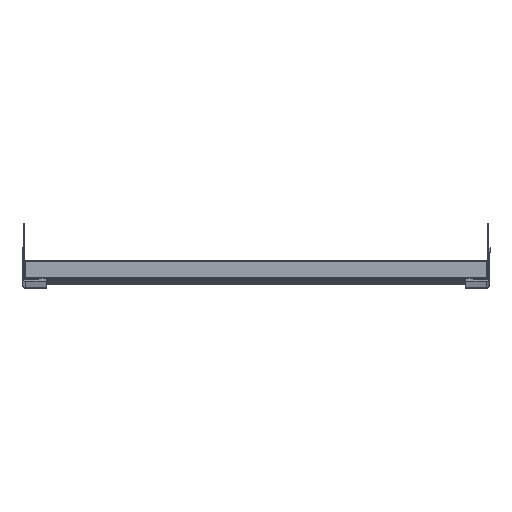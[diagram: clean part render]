
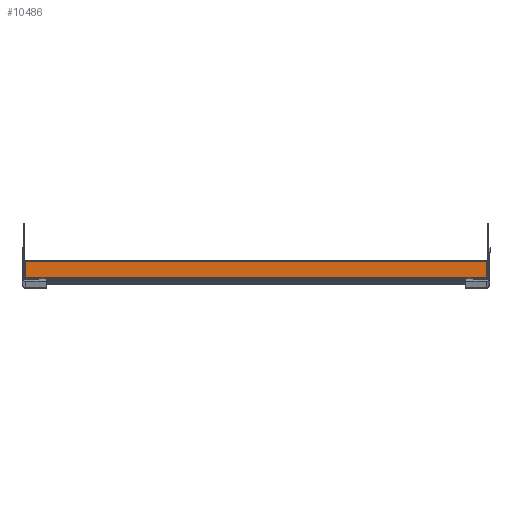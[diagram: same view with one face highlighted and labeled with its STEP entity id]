
A CAD part, top view. The second image highlights one B-rep face of the part: STEP entity #10486.
In plain terms, the highlighted planar face has unit normal (0, 0, 1).
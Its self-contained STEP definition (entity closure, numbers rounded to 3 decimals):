
#999 = VERTEX_POINT ( 'NONE', #7440 ) ;
#1002 = VERTEX_POINT ( 'NONE', #7443 ) ;
#1157 = EDGE_LOOP ( 'NONE', ( #6208, #6209, #6210, #6211, #6212, #6213, #6214, #6215 ) ) ;
#1557 = EDGE_CURVE ( 'NONE', #999, #1002, #2579, .T. ) ;
#1720 = VERTEX_POINT ( 'NONE', #8668 ) ;
#1721 = VERTEX_POINT ( 'NONE', #8669 ) ;
#1778 = VERTEX_POINT ( 'NONE', #8726 ) ;
#1783 = VERTEX_POINT ( 'NONE', #8731 ) ;
#1784 = VERTEX_POINT ( 'NONE', #8732 ) ;
#1786 = VERTEX_POINT ( 'NONE', #8734 ) ;
#2579 = LINE ( 'NONE', #3961, #2582 ) ;
#2582 = VECTOR ( 'NONE', #3962, 1000. ) ;
#3358 = FACE_OUTER_BOUND ( 'NONE', #1157, .T. ) ;
#3809 = CARTESIAN_POINT ( 'NONE',  ( 1., -19.309, 1377.21 ) ) ;
#3813 = PLANE ( 'NONE',  #8853 ) ;
#3961 = CARTESIAN_POINT ( 'NONE',  ( 1., -19.309, 1377.21 ) ) ;
#3962 = DIRECTION ( 'NONE',  ( -1., 0., 0. ) ) ;
#4176 = EDGE_CURVE ( 'NONE', #1721, #999, #9875, .T. ) ;
#4177 = EDGE_CURVE ( 'NONE', #1002, #1720, #9885, .T. ) ;
#4394 = EDGE_CURVE ( 'NONE', #1778, #1783, #4480, .T. ) ;
#4407 = EDGE_CURVE ( 'NONE', #1784, #1786, #4506, .T. ) ;
#4409 = EDGE_CURVE ( 'NONE', #1783, #1786, #4510, .T. ) ;
#4410 = EDGE_CURVE ( 'NONE', #1778, #1720, #4512, .T. ) ;
#4411 = EDGE_CURVE ( 'NONE', #1721, #1784, #4514, .T. ) ;
#4480 = LINE ( 'NONE', #5026, #4483 ) ;
#4483 = VECTOR ( 'NONE', #5028, 1000. ) ;
#4506 = LINE ( 'NONE', #5052, #4509 ) ;
#4509 = VECTOR ( 'NONE', #5054, 1000. ) ;
#4510 = LINE ( 'NONE', #5056, #4513 ) ;
#4512 = LINE ( 'NONE', #5058, #4515 ) ;
#4513 = VECTOR ( 'NONE', #5057, 1000. ) ;
#4514 = LINE ( 'NONE', #5060, #4517 ) ;
#4515 = VECTOR ( 'NONE', #5059, 1000. ) ;
#4517 = VECTOR ( 'NONE', #5061, 1000. ) ;
#5026 = CARTESIAN_POINT ( 'NONE',  ( 1., -19.309, 1377.21 ) ) ;
#5028 = DIRECTION ( 'NONE',  ( -1., 0., 0. ) ) ;
#5052 = CARTESIAN_POINT ( 'NONE',  ( 1., -3.309, 1377.21 ) ) ;
#5054 = DIRECTION ( 'NONE',  ( -1., 0., 0. ) ) ;
#5056 = CARTESIAN_POINT ( 'NONE',  ( -396., -19.309, 1377.21 ) ) ;
#5057 = DIRECTION ( 'NONE',  ( 0., 1., 0. ) ) ;
#5058 = CARTESIAN_POINT ( 'NONE',  ( 1., -19.309, 1377.21 ) ) ;
#5059 = DIRECTION ( 'NONE',  ( 1., 0., 0. ) ) ;
#5060 = CARTESIAN_POINT ( 'NONE',  ( 1., -19.309, 1377.21 ) ) ;
#5061 = DIRECTION ( 'NONE',  ( 0., 1., 0. ) ) ;
#6208 = ORIENTED_EDGE ( 'NONE', *, *, #4409, .F. ) ;
#6209 = ORIENTED_EDGE ( 'NONE', *, *, #4394, .F. ) ;
#6210 = ORIENTED_EDGE ( 'NONE', *, *, #4410, .T. ) ;
#6211 = ORIENTED_EDGE ( 'NONE', *, *, #4177, .F. ) ;
#6212 = ORIENTED_EDGE ( 'NONE', *, *, #1557, .F. ) ;
#6213 = ORIENTED_EDGE ( 'NONE', *, *, #4176, .F. ) ;
#6214 = ORIENTED_EDGE ( 'NONE', *, *, #4411, .T. ) ;
#6215 = ORIENTED_EDGE ( 'NONE', *, *, #4407, .T. ) ;
#7440 = CARTESIAN_POINT ( 'NONE',  ( -10.5, -19.309, 1377.21 ) ) ;
#7443 = CARTESIAN_POINT ( 'NONE',  ( -17.3, -19.309, 1377.21 ) ) ;
#8668 = CARTESIAN_POINT ( 'NONE',  ( -377.7, -19.309, 1377.21 ) ) ;
#8669 = CARTESIAN_POINT ( 'NONE',  ( 1., -19.309, 1377.21 ) ) ;
#8726 = CARTESIAN_POINT ( 'NONE',  ( -384.5, -19.309, 1377.21 ) ) ;
#8731 = CARTESIAN_POINT ( 'NONE',  ( -396., -19.309, 1377.21 ) ) ;
#8732 = CARTESIAN_POINT ( 'NONE',  ( 1., -3.309, 1377.21 ) ) ;
#8734 = CARTESIAN_POINT ( 'NONE',  ( -396., -3.309, 1377.21 ) ) ;
#8853 = AXIS2_PLACEMENT_3D ( 'NONE', #3809, #8948, #8949 ) ;
#8948 = DIRECTION ( 'NONE',  ( 0., 0., 1. ) ) ;
#8949 = DIRECTION ( 'NONE',  ( 0., -1., 0. ) ) ;
#9875 = LINE ( 'NONE', #10269, #9886 ) ;
#9885 = LINE ( 'NONE', #10283, #9888 ) ;
#9886 = VECTOR ( 'NONE', #10282, 1000. ) ;
#9888 = VECTOR ( 'NONE', #10285, 1000. ) ;
#10269 = CARTESIAN_POINT ( 'NONE',  ( 1., -19.309, 1377.21 ) ) ;
#10282 = DIRECTION ( 'NONE',  ( -1., 0., 0. ) ) ;
#10283 = CARTESIAN_POINT ( 'NONE',  ( 1., -19.309, 1377.21 ) ) ;
#10285 = DIRECTION ( 'NONE',  ( -1., 0., 0. ) ) ;
#10486 = ADVANCED_FACE ( 'NONE', ( #3358 ), #3813, .T. ) ;
